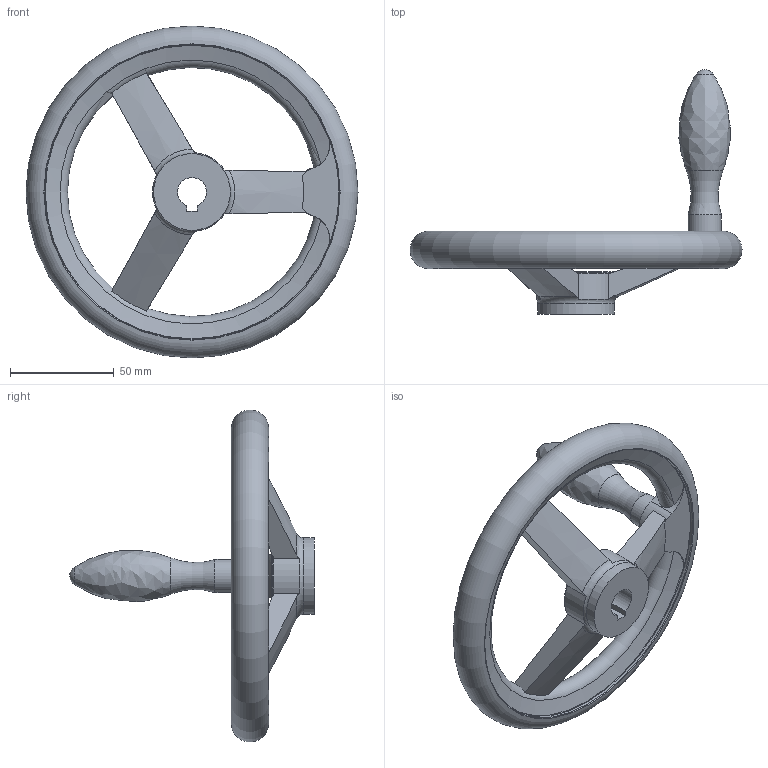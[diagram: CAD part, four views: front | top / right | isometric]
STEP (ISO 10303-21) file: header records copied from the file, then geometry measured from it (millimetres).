
FILE_DESCRIPTION( ( 'STEP AP214' ), '1' );
FILE_NAME( 'K0671.5160X14.stp', '2020-12-09T11:03:01', ( '' ), ( '' ), ' ', 'PARTsolutions', ' ' );
FILE_SCHEMA( ( 'AUTOMOTIVE_DESIGN { 1 0 10303 214 1 1 1 1 }' ) );
Length unit declared in the file: millimetre
Products named in the file (1): _K0671.5160X14
Bounding box: 159.99 x 117.87 x 159.99 mm (x, y, z)
Volume: 175487.4 mm3; surface area: 43733.7 mm2
Topology: 1 solids, 1 shells, 46 faces, 134 edges, 86 vertices
Faces by surface type: plane 13, cylinder 12, torus 11, cone 8, bspline 1, sphere 1
Full cylindrical faces by diameter (mm): 16 x1, 37 x2, 142 x2
Entity records: 2159 total; most frequent: CARTESIAN_POINT 690, ORIENTED_EDGE 226, DIRECTION 208, EDGE_CURVE 113, AXIS2_PLACEMENT_3D 94, VERTEX_POINT 82, EDGE_LOOP 65, FACE_OUTER_BOUND 60
